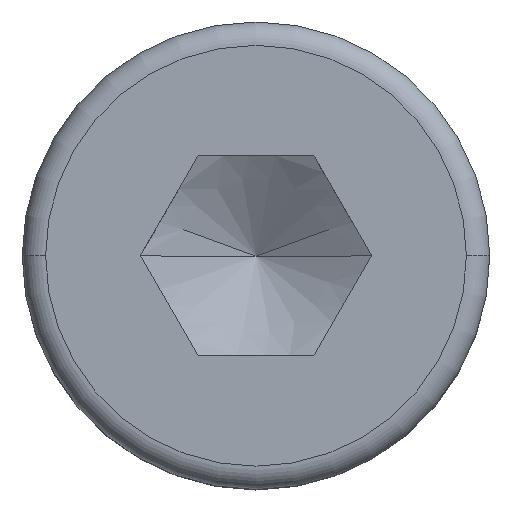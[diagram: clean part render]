
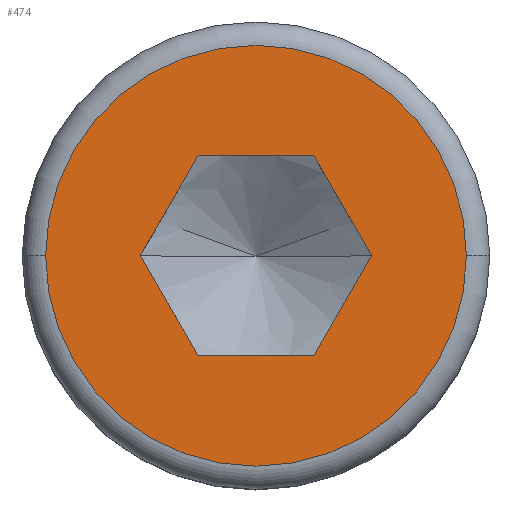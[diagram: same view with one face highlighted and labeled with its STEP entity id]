
A CAD part, top view. The second image highlights one B-rep face of the part: STEP entity #474.
In plain terms, the highlighted planar face has unit normal (0, 0, 1).
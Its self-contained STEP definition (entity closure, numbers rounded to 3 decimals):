
#2 = AXIS2_PLACEMENT_3D ( 'NONE', #534, #85, #134 ) ;
#3 = DIRECTION ( 'NONE',  ( -1., 0., 0. ) ) ;
#16 = ORIENTED_EDGE ( 'NONE', *, *, #239, .T. ) ;
#17 = FACE_OUTER_BOUND ( 'NONE', #235, .T. ) ;
#38 = CARTESIAN_POINT ( 'NONE',  ( 0.866, 1.5, 4. ) ) ;
#41 = LINE ( 'NONE', #306, #550 ) ;
#48 = EDGE_CURVE ( 'E1', #283, #88, #173, .T. ) ;
#51 = VERTEX_POINT ( 'NONE', #438 ) ;
#55 = AXIS2_PLACEMENT_3D ( 'NONE', #312, #179, #268 ) ;
#63 = EDGE_CURVE ( 'E43', #226, #90, #521, .T. ) ;
#68 = ORIENTED_EDGE ( 'NONE', *, *, #84, .T. ) ;
#73 = EDGE_CURVE ( 'E15', #120, #470, #41, .T. ) ;
#75 = VERTEX_POINT ( 'NONE', #349 ) ;
#81 = CIRCLE ( 'NONE', #2, 3.15 ) ;
#84 = EDGE_CURVE ( 'E1', #88, #283, #81, .T. ) ;
#85 = DIRECTION ( 'NONE',  ( 0., 0., 1. ) ) ;
#88 = VERTEX_POINT ( 'NONE', #488 ) ;
#90 = VERTEX_POINT ( 'NONE', #95 ) ;
#95 = CARTESIAN_POINT ( 'NONE',  ( 0.866, 1.5, 4. ) ) ;
#117 = CARTESIAN_POINT ( 'NONE',  ( 0., 3.15, 4. ) ) ;
#120 = VERTEX_POINT ( 'NONE', #229 ) ;
#125 = LINE ( 'NONE', #450, #317 ) ;
#133 = CARTESIAN_POINT ( 'NONE',  ( 0.866, -1.5, 4. ) ) ;
#134 = DIRECTION ( 'NONE',  ( 1., 0., 0. ) ) ;
#143 = EDGE_CURVE ( 'E22', #470, #51, #318, .T. ) ;
#145 = LINE ( 'NONE', #38, #549 ) ;
#163 = LINE ( 'NONE', #541, #300 ) ;
#167 = DIRECTION ( 'NONE',  ( -1., 0., 0. ) ) ;
#173 = CIRCLE ( 'NONE', #55, 3.15 ) ;
#179 = DIRECTION ( 'NONE',  ( 0., 0., 1. ) ) ;
#192 = ORIENTED_EDGE ( 'NONE', *, *, #73, .T. ) ;
#226 = VERTEX_POINT ( 'NONE', #316 ) ;
#229 = CARTESIAN_POINT ( 'NONE',  ( 1.732, 0., 4. ) ) ;
#234 = ORIENTED_EDGE ( 'NONE', *, *, #545, .T. ) ;
#235 = EDGE_LOOP ( 'NONE', ( #68, #540 ) ) ;
#238 = CARTESIAN_POINT ( 'NONE',  ( -3.15, 0., 4. ) ) ;
#239 = EDGE_CURVE ( 'E29', #51, #75, #163, .T. ) ;
#257 = PLANE ( 'NONE',  #281 ) ;
#268 = DIRECTION ( 'NONE',  ( 1., 0., 0. ) ) ;
#273 = DIRECTION ( 'NONE',  ( 1., 0., 0. ) ) ;
#280 = DIRECTION ( 'NONE',  ( -0.5, 0.866, 0. ) ) ;
#281 = AXIS2_PLACEMENT_3D ( 'NONE', #117, #297, #167 ) ;
#283 = VERTEX_POINT ( 'NONE', #238 ) ;
#297 = DIRECTION ( 'NONE',  ( 0., 0., -1. ) ) ;
#300 = VECTOR ( 'NONE', #280, 1000. ) ;
#306 = CARTESIAN_POINT ( 'NONE',  ( 1.732, 0., 4. ) ) ;
#308 = DIRECTION ( 'NONE',  ( -0.5, -0.866, 0. ) ) ;
#310 = VECTOR ( 'NONE', #3, 1000. ) ;
#311 = ORIENTED_EDGE ( 'NONE', *, *, #63, .T. ) ;
#312 = CARTESIAN_POINT ( 'NONE',  ( 0., 0., 4. ) ) ;
#316 = CARTESIAN_POINT ( 'NONE',  ( -0.866, 1.5, 4. ) ) ;
#317 = VECTOR ( 'NONE', #530, 1000. ) ;
#318 = LINE ( 'NONE', #133, #310 ) ;
#335 = CARTESIAN_POINT ( 'NONE',  ( 0.866, -1.5, 4. ) ) ;
#347 = ORIENTED_EDGE ( 'NONE', *, *, #524, .T. ) ;
#349 = CARTESIAN_POINT ( 'NONE',  ( -1.732, 0., 4. ) ) ;
#431 = DIRECTION ( 'NONE',  ( 0.5, -0.866, 0. ) ) ;
#438 = CARTESIAN_POINT ( 'NONE',  ( -0.866, -1.5, 4. ) ) ;
#450 = CARTESIAN_POINT ( 'NONE',  ( -1.732, 0., 4. ) ) ;
#470 = VERTEX_POINT ( 'NONE', #335 ) ;
#474 = ADVANCED_FACE ( 'E0', ( #17, #558 ), #257, .F. ) ;
#488 = CARTESIAN_POINT ( 'NONE',  ( 3.15, 0., 4. ) ) ;
#492 = CARTESIAN_POINT ( 'NONE',  ( -0.866, 1.5, 4. ) ) ;
#500 = EDGE_LOOP ( 'NONE', ( #347, #192, #505, #16, #234, #311 ) ) ;
#505 = ORIENTED_EDGE ( 'NONE', *, *, #143, .T. ) ;
#521 = LINE ( 'NONE', #492, #537 ) ;
#524 = EDGE_CURVE ( 'E8', #90, #120, #145, .T. ) ;
#530 = DIRECTION ( 'NONE',  ( 0.5, 0.866, 0. ) ) ;
#534 = CARTESIAN_POINT ( 'NONE',  ( 0., 0., 4. ) ) ;
#537 = VECTOR ( 'NONE', #273, 1000. ) ;
#540 = ORIENTED_EDGE ( 'NONE', *, *, #48, .T. ) ;
#541 = CARTESIAN_POINT ( 'NONE',  ( -0.866, -1.5, 4. ) ) ;
#545 = EDGE_CURVE ( 'E36', #75, #226, #125, .T. ) ;
#549 = VECTOR ( 'NONE', #431, 1000. ) ;
#550 = VECTOR ( 'NONE', #308, 1000. ) ;
#558 = FACE_BOUND ( 'NONE', #500, .T. ) ;
